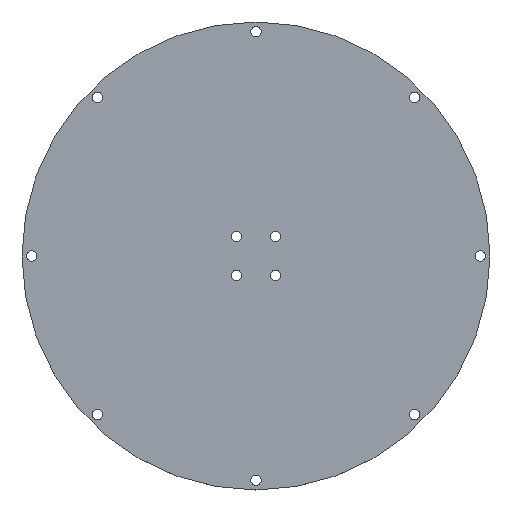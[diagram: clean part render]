
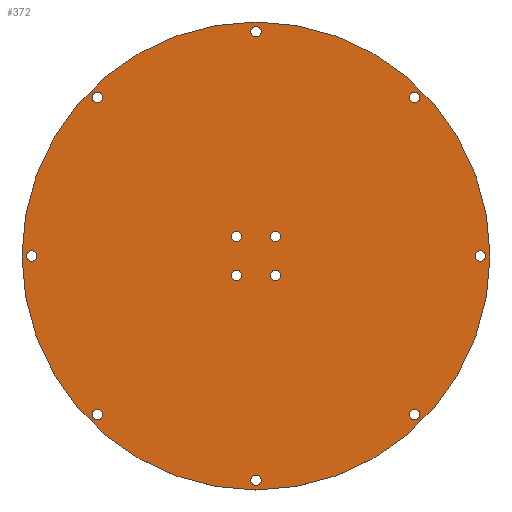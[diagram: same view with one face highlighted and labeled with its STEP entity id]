
A CAD part, top view. The second image highlights one B-rep face of the part: STEP entity #372.
In plain terms, the highlighted planar face has unit normal (0, 0, 1).
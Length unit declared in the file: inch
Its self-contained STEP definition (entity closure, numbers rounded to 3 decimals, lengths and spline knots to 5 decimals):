
#15=FACE_BOUND('',#82,.T.);
#16=FACE_BOUND('',#83,.T.);
#17=FACE_BOUND('',#84,.T.);
#18=FACE_BOUND('',#85,.T.);
#19=FACE_BOUND('',#86,.T.);
#20=FACE_BOUND('',#87,.T.);
#21=FACE_BOUND('',#88,.T.);
#22=FACE_BOUND('',#89,.T.);
#23=FACE_BOUND('',#90,.T.);
#24=FACE_BOUND('',#91,.T.);
#25=FACE_BOUND('',#92,.T.);
#26=FACE_BOUND('',#93,.T.);
#39=PLANE('',#435);
#62=FACE_OUTER_BOUND('',#81,.T.);
#81=EDGE_LOOP('',(#316));
#82=EDGE_LOOP('',(#317));
#83=EDGE_LOOP('',(#318));
#84=EDGE_LOOP('',(#319));
#85=EDGE_LOOP('',(#320));
#86=EDGE_LOOP('',(#321));
#87=EDGE_LOOP('',(#322));
#88=EDGE_LOOP('',(#323));
#89=EDGE_LOOP('',(#324));
#90=EDGE_LOOP('',(#325));
#91=EDGE_LOOP('',(#326));
#92=EDGE_LOOP('',(#327));
#93=EDGE_LOOP('',(#328));
#142=CIRCLE('',#390,0.133);
#144=CIRCLE('',#393,0.133);
#146=CIRCLE('',#396,0.133);
#148=CIRCLE('',#399,0.133);
#150=CIRCLE('',#402,0.133);
#152=CIRCLE('',#405,0.133);
#154=CIRCLE('',#408,0.133);
#156=CIRCLE('',#411,0.133);
#159=CIRCLE('',#416,0.133);
#162=CIRCLE('',#421,0.133);
#165=CIRCLE('',#426,0.133);
#168=CIRCLE('',#431,0.133);
#169=CIRCLE('',#433,6.);
#172=VERTEX_POINT('',#558);
#174=VERTEX_POINT('',#564);
#176=VERTEX_POINT('',#570);
#178=VERTEX_POINT('',#576);
#180=VERTEX_POINT('',#582);
#182=VERTEX_POINT('',#588);
#184=VERTEX_POINT('',#594);
#186=VERTEX_POINT('',#600);
#189=VERTEX_POINT('',#610);
#192=VERTEX_POINT('',#620);
#195=VERTEX_POINT('',#630);
#198=VERTEX_POINT('',#640);
#199=VERTEX_POINT('',#644);
#203=EDGE_CURVE('',#172,#172,#142,.T.);
#206=EDGE_CURVE('',#174,#174,#144,.T.);
#209=EDGE_CURVE('',#176,#176,#146,.T.);
#212=EDGE_CURVE('',#178,#178,#148,.T.);
#215=EDGE_CURVE('',#180,#180,#150,.T.);
#218=EDGE_CURVE('',#182,#182,#152,.T.);
#221=EDGE_CURVE('',#184,#184,#154,.T.);
#224=EDGE_CURVE('',#186,#186,#156,.T.);
#229=EDGE_CURVE('',#189,#189,#159,.T.);
#234=EDGE_CURVE('',#192,#192,#162,.T.);
#239=EDGE_CURVE('',#195,#195,#165,.T.);
#244=EDGE_CURVE('',#198,#198,#168,.T.);
#245=EDGE_CURVE('',#199,#199,#169,.T.);
#316=ORIENTED_EDGE('',*,*,#245,.T.);
#317=ORIENTED_EDGE('',*,*,#203,.T.);
#318=ORIENTED_EDGE('',*,*,#206,.T.);
#319=ORIENTED_EDGE('',*,*,#209,.T.);
#320=ORIENTED_EDGE('',*,*,#212,.T.);
#321=ORIENTED_EDGE('',*,*,#215,.T.);
#322=ORIENTED_EDGE('',*,*,#218,.T.);
#323=ORIENTED_EDGE('',*,*,#221,.T.);
#324=ORIENTED_EDGE('',*,*,#224,.T.);
#325=ORIENTED_EDGE('',*,*,#229,.T.);
#326=ORIENTED_EDGE('',*,*,#234,.T.);
#327=ORIENTED_EDGE('',*,*,#239,.T.);
#328=ORIENTED_EDGE('',*,*,#244,.T.);
#372=ADVANCED_FACE('',(#62,#15,#16,#17,#18,#19,#20,#21,#22,#23,#24,#25,
#26),#39,.T.);
#390=AXIS2_PLACEMENT_3D('',#560,#444,#445);
#393=AXIS2_PLACEMENT_3D('',#566,#451,#452);
#396=AXIS2_PLACEMENT_3D('',#572,#458,#459);
#399=AXIS2_PLACEMENT_3D('',#578,#465,#466);
#402=AXIS2_PLACEMENT_3D('',#584,#472,#473);
#405=AXIS2_PLACEMENT_3D('',#590,#479,#480);
#408=AXIS2_PLACEMENT_3D('',#596,#486,#487);
#411=AXIS2_PLACEMENT_3D('',#602,#493,#494);
#416=AXIS2_PLACEMENT_3D('',#612,#505,#506);
#421=AXIS2_PLACEMENT_3D('',#622,#517,#518);
#426=AXIS2_PLACEMENT_3D('',#632,#529,#530);
#431=AXIS2_PLACEMENT_3D('',#642,#541,#542);
#433=AXIS2_PLACEMENT_3D('',#645,#545,#546);
#435=AXIS2_PLACEMENT_3D('',#649,#550,#551);
#444=DIRECTION('center_axis',(0.,0.,-1.));
#445=DIRECTION('ref_axis',(-1.,0.,0.));
#451=DIRECTION('center_axis',(0.,0.,-1.));
#452=DIRECTION('ref_axis',(-1.,0.,0.));
#458=DIRECTION('center_axis',(0.,0.,-1.));
#459=DIRECTION('ref_axis',(-1.,0.,0.));
#465=DIRECTION('center_axis',(0.,0.,-1.));
#466=DIRECTION('ref_axis',(-1.,0.,0.));
#472=DIRECTION('center_axis',(0.,0.,-1.));
#473=DIRECTION('ref_axis',(-1.,0.,0.));
#479=DIRECTION('center_axis',(0.,0.,-1.));
#480=DIRECTION('ref_axis',(-1.,0.,0.));
#486=DIRECTION('center_axis',(0.,0.,-1.));
#487=DIRECTION('ref_axis',(-1.,0.,0.));
#493=DIRECTION('center_axis',(0.,0.,-1.));
#494=DIRECTION('ref_axis',(-1.,0.,0.));
#505=DIRECTION('center_axis',(0.,0.,-1.));
#506=DIRECTION('ref_axis',(-1.,0.,0.));
#517=DIRECTION('center_axis',(0.,0.,-1.));
#518=DIRECTION('ref_axis',(-1.,0.,0.));
#529=DIRECTION('center_axis',(0.,0.,-1.));
#530=DIRECTION('ref_axis',(-1.,0.,0.));
#541=DIRECTION('center_axis',(0.,0.,-1.));
#542=DIRECTION('ref_axis',(-1.,0.,0.));
#545=DIRECTION('center_axis',(0.,0.,1.));
#546=DIRECTION('ref_axis',(1.,0.,0.));
#550=DIRECTION('center_axis',(0.,0.,1.));
#551=DIRECTION('ref_axis',(1.,0.,0.));
#558=CARTESIAN_POINT('',(4.19886,4.06586,0.25));
#560=CARTESIAN_POINT('Origin',(4.06586,4.06586,0.25));
#564=CARTESIAN_POINT('',(-3.93286,4.06586,0.25));
#566=CARTESIAN_POINT('Origin',(-4.06586,4.06586,0.25));
#570=CARTESIAN_POINT('',(-3.93286,-4.06586,0.25));
#572=CARTESIAN_POINT('Origin',(-4.06586,-4.06586,0.25));
#576=CARTESIAN_POINT('',(4.19886,-4.06586,0.25));
#578=CARTESIAN_POINT('Origin',(4.06586,-4.06586,0.25));
#582=CARTESIAN_POINT('',(0.133,-5.75,0.25));
#584=CARTESIAN_POINT('Origin',(0.,-5.75,0.25));
#588=CARTESIAN_POINT('',(-5.617,0.,0.25));
#590=CARTESIAN_POINT('Origin',(-5.75,0.,0.25));
#594=CARTESIAN_POINT('',(0.133,5.75,0.25));
#596=CARTESIAN_POINT('Origin',(0.,5.75,0.25));
#600=CARTESIAN_POINT('',(5.883,0.,0.25));
#602=CARTESIAN_POINT('Origin',(5.75,0.,0.25));
#610=CARTESIAN_POINT('',(-0.367,-0.5,0.25));
#612=CARTESIAN_POINT('Origin',(-0.5,-0.5,0.25));
#620=CARTESIAN_POINT('',(0.633,0.5,0.25));
#622=CARTESIAN_POINT('Origin',(0.5,0.5,0.25));
#630=CARTESIAN_POINT('',(0.633,-0.5,0.25));
#632=CARTESIAN_POINT('Origin',(0.5,-0.5,0.25));
#640=CARTESIAN_POINT('',(-0.367,0.5,0.25));
#642=CARTESIAN_POINT('Origin',(-0.5,0.5,0.25));
#644=CARTESIAN_POINT('',(-6.,0.,0.25));
#645=CARTESIAN_POINT('Origin',(0.,0.,0.25));
#649=CARTESIAN_POINT('Origin',(0.,0.,0.25));
